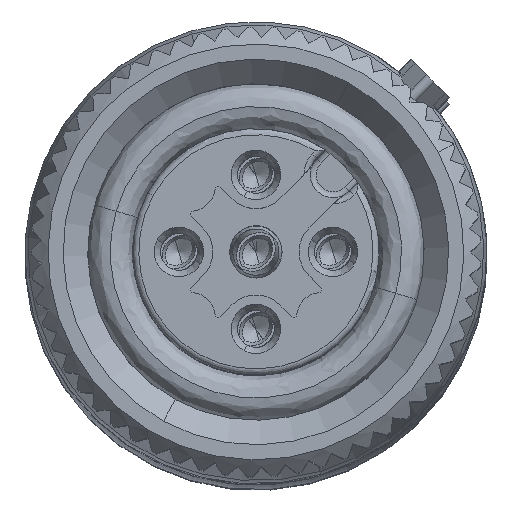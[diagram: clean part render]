
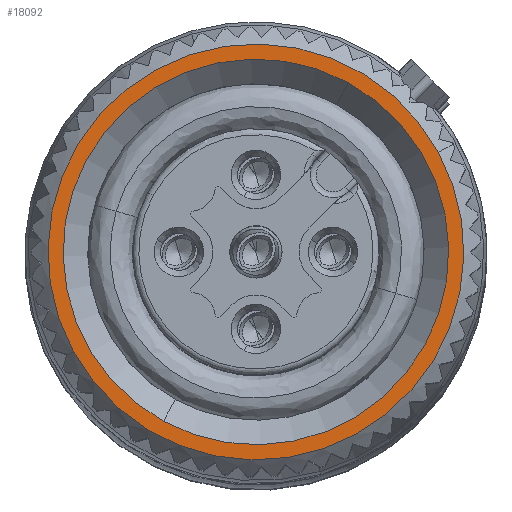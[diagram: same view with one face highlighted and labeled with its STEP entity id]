
A CAD part, top view. The second image highlights one B-rep face of the part: STEP entity #18092.
In plain terms, the highlighted planar face has unit normal (0, 0, 1).
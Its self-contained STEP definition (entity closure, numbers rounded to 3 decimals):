
#14588=AXIS2_PLACEMENT_3D('Circle Axis2P3D',#14586,#14587,$) ;
#17948=AXIS2_PLACEMENT_3D('Circle Axis2P3D',#17946,#17947,$) ;
#18068=AXIS2_PLACEMENT_3D('Plane Axis2P3D',#18065,#18066,#18067) ;
#18076=AXIS2_PLACEMENT_3D('Circle Axis2P3D',#18074,#18075,$) ;
#18085=AXIS2_PLACEMENT_3D('Circle Axis2P3D',#18083,#18084,$) ;
#14583=CARTESIAN_POINT('Vertex',(13.424,10.736,159.25)) ;
#14586=CARTESIAN_POINT('Axis2P3D Location',(7.5,7.5,159.25)) ;
#14590=CARTESIAN_POINT('Vertex',(1.576,4.264,159.25)) ;
#17946=CARTESIAN_POINT('Axis2P3D Location',(7.5,7.5,159.25)) ;
#18065=CARTESIAN_POINT('Axis2P3D Location',(14.25,7.5,159.25)) ;
#18074=CARTESIAN_POINT('Axis2P3D Location',(7.5,7.5,159.25)) ;
#18078=CARTESIAN_POINT('Vertex',(4.499,2.006,159.25)) ;
#18080=CARTESIAN_POINT('Vertex',(10.501,12.994,159.25)) ;
#18083=CARTESIAN_POINT('Axis2P3D Location',(7.5,7.5,159.25)) ;
#14587=DIRECTION('Axis2P3D Direction',(0.,0.,-1.)) ;
#17947=DIRECTION('Axis2P3D Direction',(0.,0.,-1.)) ;
#18066=DIRECTION('Axis2P3D Direction',(0.,0.,1.)) ;
#18067=DIRECTION('Axis2P3D XDirection',(0.,1.,0.)) ;
#18075=DIRECTION('Axis2P3D Direction',(0.,0.,1.)) ;
#18084=DIRECTION('Axis2P3D Direction',(0.,0.,1.)) ;
#18071=ORIENTED_EDGE('',*,*,#17950,.T.) ;
#18072=ORIENTED_EDGE('',*,*,#14592,.T.) ;
#18089=ORIENTED_EDGE('',*,*,#18082,.F.) ;
#18090=ORIENTED_EDGE('',*,*,#18087,.F.) ;
#18091=FACE_BOUND('',#18088,.T.) ;
#18092=ADVANCED_FACE('Hauptk\X2\00F6\X0\rper',(#18073,#18091),#18069,.T.) ;
#14589=CIRCLE('generated circle',#14588,6.75) ;
#17949=CIRCLE('generated circle',#17948,6.75) ;
#18077=CIRCLE('generated circle',#18076,6.26) ;
#18086=CIRCLE('generated circle',#18085,6.26) ;
#14592=EDGE_CURVE('',#14591,#14584,#14589,.F.) ;
#17950=EDGE_CURVE('',#14584,#14591,#17949,.F.) ;
#18082=EDGE_CURVE('',#18079,#18081,#18077,.T.) ;
#18087=EDGE_CURVE('',#18081,#18079,#18086,.T.) ;
#18070=EDGE_LOOP('',(#18071,#18072)) ;
#18088=EDGE_LOOP('',(#18089,#18090)) ;
#18073=FACE_OUTER_BOUND('',#18070,.T.) ;
#18069=PLANE('',#18068) ;
#14584=VERTEX_POINT('',#14583) ;
#14591=VERTEX_POINT('',#14590) ;
#18079=VERTEX_POINT('',#18078) ;
#18081=VERTEX_POINT('',#18080) ;
